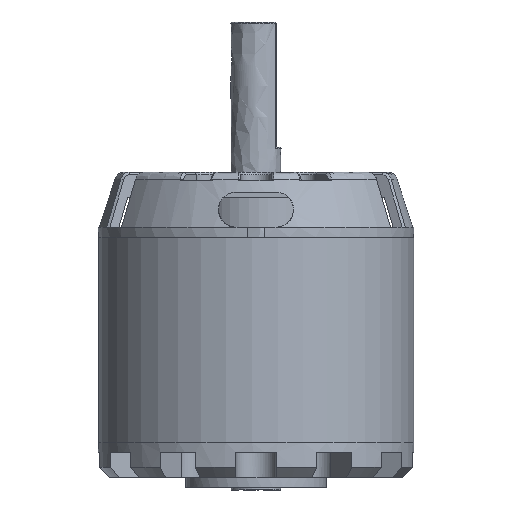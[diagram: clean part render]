
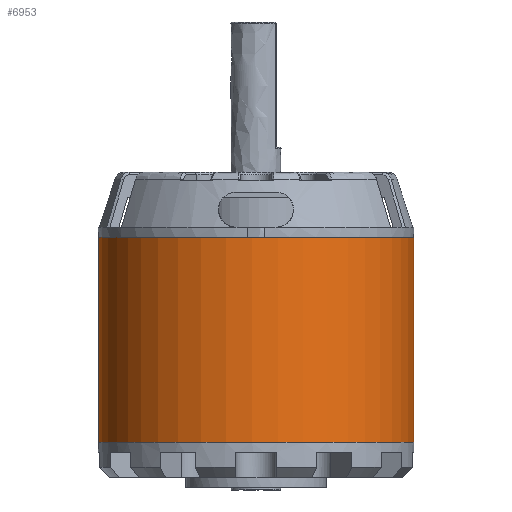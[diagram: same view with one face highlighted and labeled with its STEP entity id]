
A CAD part, front view. The second image highlights one B-rep face of the part: STEP entity #6953.
In plain terms, the highlighted free-form (B-spline) face has degree [2, 1] with [9, 2] control points.
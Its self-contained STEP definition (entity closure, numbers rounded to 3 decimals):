
#6934 = EDGE_CURVE('',#6935,#6935,#6937,.T.);
#6935 = VERTEX_POINT('',#6936);
#6936 = CARTESIAN_POINT('',(0.,28.197,
    -48.337));
#6937 = ( BOUNDED_CURVE() B_SPLINE_CURVE(2,(#6938,#6939,#6940,#6941,
#6942,#6943,#6944),.UNSPECIFIED.,.T.,.F.) B_SPLINE_CURVE_WITH_KNOTS((3,2
    ,2,3),(1.571,3.665,5.76,7.854),
.PIECEWISE_BEZIER_KNOTS.) CURVE() GEOMETRIC_REPRESENTATION_ITEM() 
RATIONAL_B_SPLINE_CURVE((1.,0.5,1.,0.5,1.,0.5,1.)) REPRESENTATION_ITEM(
  '') );
#6938 = CARTESIAN_POINT('',(0.,28.197,
    -48.337));
#6939 = CARTESIAN_POINT('',(-48.838,28.197,
    -48.337));
#6940 = CARTESIAN_POINT('',(-24.419,-14.098,
    -48.337));
#6941 = CARTESIAN_POINT('',(0.,-56.393,
    -48.337));
#6942 = CARTESIAN_POINT('',(24.419,-14.098,
    -48.337));
#6943 = CARTESIAN_POINT('',(48.838,28.197,
    -48.337));
#6944 = CARTESIAN_POINT('',(0.,28.197,
    -48.337));
#6953 = ADVANCED_FACE('',(#6954),#6975,.T.);
#6954 = FACE_BOUND('',#6955,.T.);
#6955 = EDGE_LOOP('',(#6956,#6968,#6973,#6974));
#6956 = ORIENTED_EDGE('',*,*,#6957,.F.);
#6957 = EDGE_CURVE('',#6958,#6958,#6960,.T.);
#6958 = VERTEX_POINT('',#6959);
#6959 = CARTESIAN_POINT('',(0.,28.197,
    -11.637));
#6960 = ( BOUNDED_CURVE() B_SPLINE_CURVE(2,(#6961,#6962,#6963,#6964,
#6965,#6966,#6967),.UNSPECIFIED.,.T.,.F.) B_SPLINE_CURVE_WITH_KNOTS((3,2
    ,2,3),(1.571,3.665,5.76,7.854),
.PIECEWISE_BEZIER_KNOTS.) CURVE() GEOMETRIC_REPRESENTATION_ITEM() 
RATIONAL_B_SPLINE_CURVE((1.,0.5,1.,0.5,1.,0.5,1.)) REPRESENTATION_ITEM(
  '') );
#6961 = CARTESIAN_POINT('',(0.,28.197,
    -11.637));
#6962 = CARTESIAN_POINT('',(-48.838,28.197,
    -11.637));
#6963 = CARTESIAN_POINT('',(-24.419,-14.098,
    -11.637));
#6964 = CARTESIAN_POINT('',(0.,-56.393,
    -11.637));
#6965 = CARTESIAN_POINT('',(24.419,-14.098,
    -11.637));
#6966 = CARTESIAN_POINT('',(48.838,28.197,
    -11.637));
#6967 = CARTESIAN_POINT('',(0.,28.197,
    -11.637));
#6968 = ORIENTED_EDGE('',*,*,#6969,.T.);
#6969 = EDGE_CURVE('',#6958,#6935,#6970,.T.);
#6970 = B_SPLINE_CURVE_WITH_KNOTS('',1,(#6971,#6972),.UNSPECIFIED.,.F.,
  .F.,(2,2),(-20.5,20.5),.PIECEWISE_BEZIER_KNOTS.);
#6971 = CARTESIAN_POINT('',(0.,28.197,
    -11.637));
#6972 = CARTESIAN_POINT('',(0.,28.197,
    -48.337));
#6973 = ORIENTED_EDGE('',*,*,#6934,.T.);
#6974 = ORIENTED_EDGE('',*,*,#6969,.F.);
#6975 = ( BOUNDED_SURFACE() B_SPLINE_SURFACE(2,1,(
    (#6976,#6977)
    ,(#6978,#6979)
    ,(#6980,#6981)
    ,(#6982,#6983)
    ,(#6984,#6985)
    ,(#6986,#6987)
    ,(#6988,#6989)
    ,(#6990,#6991)
    ,(#6992,#6993
)),.UNSPECIFIED.,.T.,.F.,.F.) B_SPLINE_SURFACE_WITH_KNOTS((3,2,2,2,3),(2
    ,2),(-3.142,-2.094,0.,2.094,3.142)
,(-20.5,20.5),.UNSPECIFIED.) GEOMETRIC_REPRESENTATION_ITEM() 
RATIONAL_B_SPLINE_SURFACE((
    (0.75,0.75)
    ,(0.75,0.75)
    ,(1.,1.)
    ,(0.5,0.5)
    ,(1.,1.)
    ,(0.5,0.5)
    ,(1.,1.)
    ,(0.75,0.75)
,(0.75,0.75))) REPRESENTATION_ITEM('') SURFACE() );
#6976 = CARTESIAN_POINT('',(0.,28.197,
    -48.337));
#6977 = CARTESIAN_POINT('',(0.,28.197,
    -11.637));
#6978 = CARTESIAN_POINT('',(-16.279,28.197,
    -48.337));
#6979 = CARTESIAN_POINT('',(-16.279,28.197,
    -11.637));
#6980 = CARTESIAN_POINT('',(-24.419,14.098,
    -48.337));
#6981 = CARTESIAN_POINT('',(-24.419,14.098,
    -11.637));
#6982 = CARTESIAN_POINT('',(-48.838,-28.197,
    -48.337));
#6983 = CARTESIAN_POINT('',(-48.838,-28.197,
    -11.637));
#6984 = CARTESIAN_POINT('',(0.,-28.197,-48.337));
#6985 = CARTESIAN_POINT('',(0.,-28.197,-11.637));
#6986 = CARTESIAN_POINT('',(48.838,-28.197,
    -48.337));
#6987 = CARTESIAN_POINT('',(48.838,-28.197,
    -11.637));
#6988 = CARTESIAN_POINT('',(24.419,14.098,
    -48.337));
#6989 = CARTESIAN_POINT('',(24.419,14.098,
    -11.637));
#6990 = CARTESIAN_POINT('',(16.279,28.197,
    -48.337));
#6991 = CARTESIAN_POINT('',(16.279,28.197,
    -11.637));
#6992 = CARTESIAN_POINT('',(0.,28.197,
    -48.337));
#6993 = CARTESIAN_POINT('',(0.,28.197,
    -11.637));
